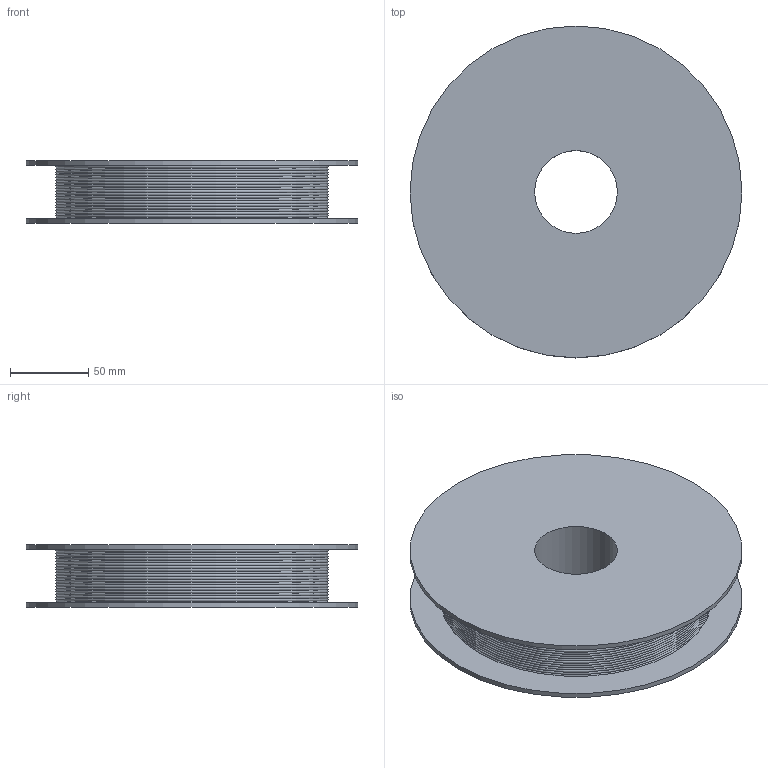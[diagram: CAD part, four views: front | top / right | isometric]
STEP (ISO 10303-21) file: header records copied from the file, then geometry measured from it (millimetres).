
FILE_DESCRIPTION(/* description */ (''),/* implementation_level */ '2;1');
FILE_NAME(/* name */ 'p0_65kg.stp',/* time_stamp */ '2020-06-03T05:39:36+02:00',/* author */ ('niels'),/* organization */ (''),/* preprocessor_version */ 'ST-DEVELOPER v18.1',/* originating_system */ 'Autodesk Inventor 2020',/* authorisation */ '');
FILE_SCHEMA (('AUTOMOTIVE_DESIGN { 1 0 10303 214 3 1 1 }'));
Length unit declared in the file: millimetre
Products named in the file (1): p0_65kg
Bounding box: 212.09 x 212.09 x 40.13 mm (x, y, z)
Volume: 930626.8 mm3; surface area: 129766.9 mm2
Topology: 1 solids, 1 shells, 27 faces, 75 edges, 52 vertices
Faces by surface type: torus 20, plane 4, cylinder 3
Full cylindrical faces by diameter (mm): 52.832 x1, 212.09 x2
Entity records: 974 total; most frequent: DIRECTION 203, CARTESIAN_POINT 155, ORIENTED_EDGE 150, AXIS2_PLACEMENT_3D 100, EDGE_CURVE 75, CIRCLE 72, VERTEX_POINT 52, EDGE_LOOP 31
